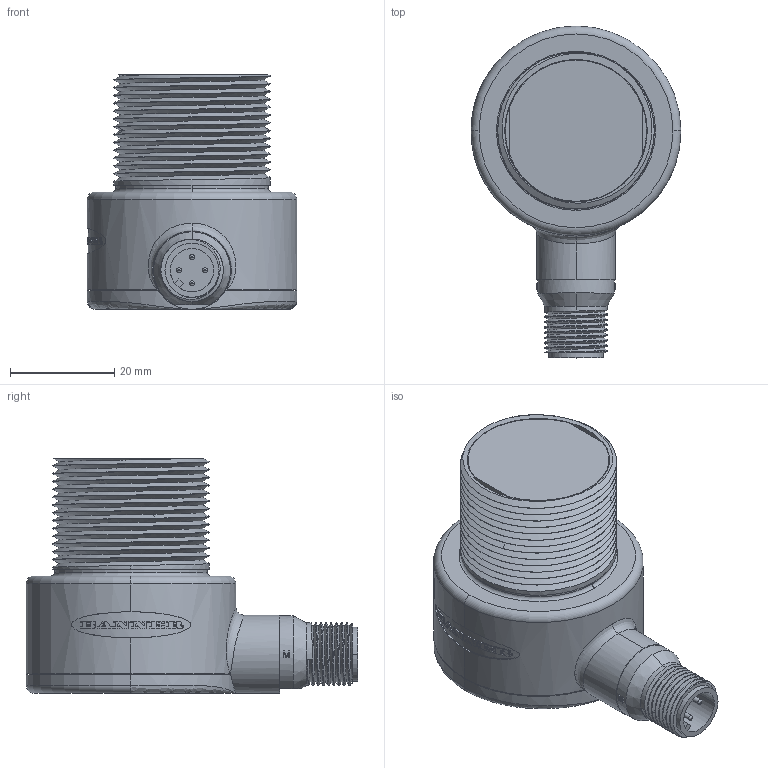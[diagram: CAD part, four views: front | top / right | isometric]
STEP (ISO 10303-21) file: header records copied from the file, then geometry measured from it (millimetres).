
FILE_DESCRIPTION((''),'2;1');
FILE_NAME('155327_SW','2010-12-22T',('banengservice'),('BANNER ENGINEERING'),'PRO/ENGINEER BY PARAMETRIC TECHNOLOGY CORPORATION, 2009141','PRO/ENGINEER BY PARAMETRIC TECHNOLOGY CORPORATION, 2009141','');
FILE_SCHEMA(('CONFIG_CONTROL_DESIGN'));
Length unit declared in the file: inch
Products named in the file (1): 155327_SW
Bounding box: 40.18 x 63.56 x 45 mm (x, y, z)
Volume: 12029.3 mm3; surface area: 22262.3 mm2
Topology: 3 solids, 4 shells, 660 faces, 1734 edges, 1129 vertices
Faces by surface type: cylinder 317, plane 272, bspline 29, cone 20, torus 13, sphere 5, extrusion 2, revolution 2
Entity records: 35059 total; most frequent: CARTESIAN_POINT 19376, ORIENTED_EDGE 3448, DIRECTION 2954, EDGE_CURVE 1724, VERTEX_POINT 1129, AXIS2_PLACEMENT_3D 1069, VECTOR 814, LINE 812
